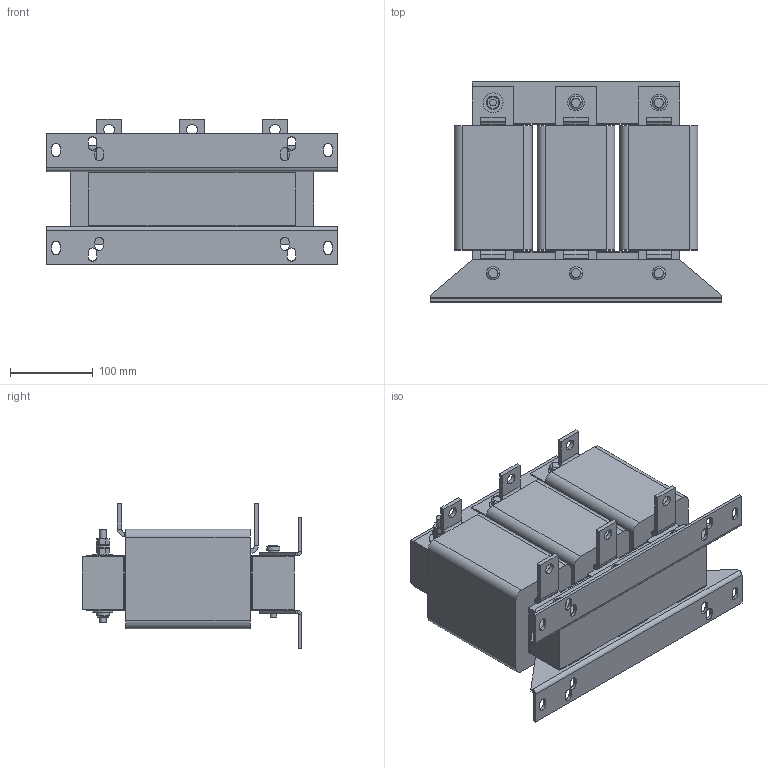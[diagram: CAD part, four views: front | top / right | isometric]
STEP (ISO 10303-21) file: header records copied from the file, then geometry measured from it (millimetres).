
FILE_DESCRIPTION (( 'STEP AP214' ), '1' );
FILE_NAME ('222496.STEP', '2020-06-22T04:25:14', ( '' ), ( '' ), 'SwSTEP 2.0', 'SolidWorks 2018', '' );
FILE_SCHEMA (( 'AUTOMOTIVE_DESIGN' ));
Length unit declared in the file: millimetre
Products named in the file (1): 222496
Bounding box: 352 x 265.15 x 175 mm (x, y, z)
Volume: 7024441.3 mm3; surface area: 473484.3 mm2
Topology: 1 solids, 1 shells, 428 faces, 1068 edges, 670 vertices
Faces by surface type: plane 288, cylinder 128, sphere 12
Entity records: 12736 total; most frequent: DIRECTION 2228, CARTESIAN_POINT 2167, ORIENTED_EDGE 2136, EDGE_CURVE 1068, VECTOR 766, LINE 766, AXIS2_PLACEMENT_3D 731, VERTEX_POINT 670
